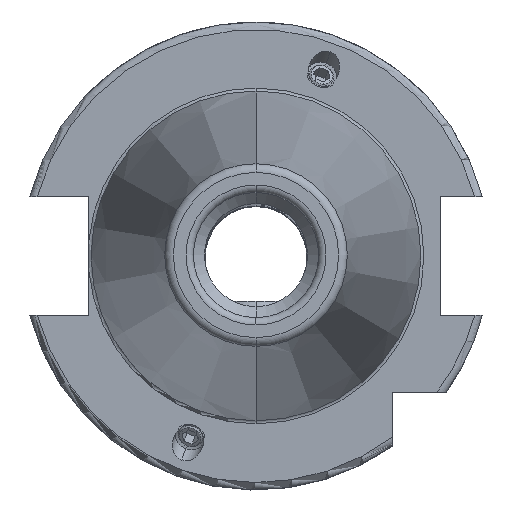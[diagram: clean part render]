
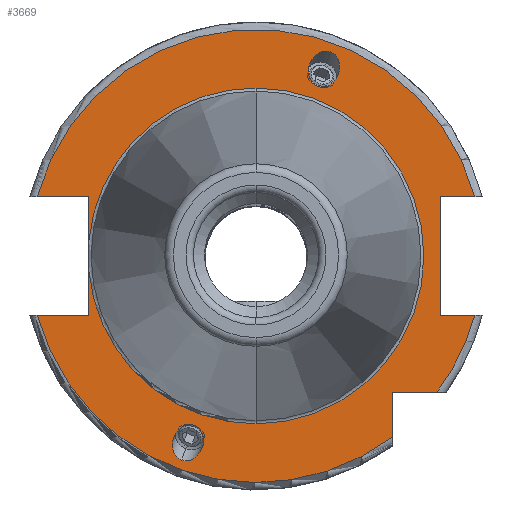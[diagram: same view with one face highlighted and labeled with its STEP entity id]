
A CAD part, top view. The second image highlights one B-rep face of the part: STEP entity #3669.
In plain terms, the highlighted planar face has unit normal (0, 0, 1).
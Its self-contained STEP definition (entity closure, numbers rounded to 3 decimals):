
#316=DIRECTION('',(1,0,0));
#317=VECTOR('',#316,7.004);
#318=CARTESIAN_POINT('',(-29.704,-8.05,15.9));
#319=LINE('',#318,#317);
#320=DIRECTION('',(0,1,0));
#321=VECTOR('',#320,5.917);
#322=CARTESIAN_POINT('',(-22.7,-8.05,15.9));
#323=LINE('',#322,#321);
#324=DIRECTION('',(0,1,0));
#325=VECTOR('',#324,5.917);
#326=CARTESIAN_POINT('',(-22.7,2.133,15.9));
#327=LINE('',#326,#325);
#328=DIRECTION('',(1,0,0));
#329=VECTOR('',#328,7.004);
#330=CARTESIAN_POINT('',(-29.704,8.05,15.9));
#331=LINE('',#330,#329);
#332=DIRECTION('',(-1,0,0));
#333=VECTOR('',#332,4.704);
#334=CARTESIAN_POINT('',(29.704,8.05,15.9));
#335=LINE('',#334,#333);
#336=DIRECTION('',(0,-1,0));
#337=VECTOR('',#336,16.1);
#338=CARTESIAN_POINT('',(25,8.05,15.9));
#339=LINE('',#338,#337);
#340=DIRECTION('',(-1,0,0));
#341=VECTOR('',#340,4.704);
#342=CARTESIAN_POINT('',(29.704,-8.05,15.9));
#343=LINE('',#342,#341);
#344=CARTESIAN_POINT('',(0,0,15.9));
#345=DIRECTION('',(0,0,1));
#346=DIRECTION('',(0.799,-0.601,0));
#347=AXIS2_PLACEMENT_3D('',#344,#345,#346);
#349=DIRECTION('',(-1,0,0));
#350=VECTOR('',#349,6.094);
#351=CARTESIAN_POINT('',(24.594,-18.5,15.9));
#352=LINE('',#351,#350);
#353=DIRECTION('',(0,1,0));
#354=VECTOR('',#353,6.094);
#355=CARTESIAN_POINT('',(18.5,-24.594,15.9));
#356=LINE('',#355,#354);
#357=CARTESIAN_POINT('',(10.09,27.723,15.9));
#358=CARTESIAN_POINT('',(9.863,27.806,15.9));
#359=CARTESIAN_POINT('',(9.337,27.884,15.9));
#360=CARTESIAN_POINT('',(8.455,27.594,15.9));
#361=CARTESIAN_POINT('',(7.834,27.033,15.9));
#362=CARTESIAN_POINT('',(7.483,26.49,15.9));
#363=CARTESIAN_POINT('',(7.298,26.077,15.9));
#364=CARTESIAN_POINT('',(7.174,25.641,15.9));
#365=CARTESIAN_POINT('',(7.094,25.,15.9));
#366=CARTESIAN_POINT('',(7.208,24.17,15.9));
#367=CARTESIAN_POINT('',(7.698,23.381,15.9));
#368=CARTESIAN_POINT('',(8.152,23.103,15.9));
#369=CARTESIAN_POINT('',(8.379,23.02,15.9));
#371=CARTESIAN_POINT('',(8.379,23.02,15.9));
#372=CARTESIAN_POINT('',(8.606,22.937,15.9));
#373=CARTESIAN_POINT('',(9.133,22.859,15.9));
#374=CARTESIAN_POINT('',(10.014,23.149,15.9));
#375=CARTESIAN_POINT('',(10.635,23.711,15.9));
#376=CARTESIAN_POINT('',(10.986,24.253,15.9));
#377=CARTESIAN_POINT('',(11.171,24.667,15.9));
#378=CARTESIAN_POINT('',(11.295,25.103,15.9));
#379=CARTESIAN_POINT('',(11.375,25.744,15.9));
#380=CARTESIAN_POINT('',(11.261,26.573,15.9));
#381=CARTESIAN_POINT('',(10.771,27.362,15.9));
#382=CARTESIAN_POINT('',(10.318,27.641,15.9));
#383=CARTESIAN_POINT('',(10.09,27.723,15.9));
#385=CARTESIAN_POINT('',(-10.09,-27.723,15.9));
#386=CARTESIAN_POINT('',(-10.318,-27.641,15.9));
#387=CARTESIAN_POINT('',(-10.771,-27.362,15.9));
#388=CARTESIAN_POINT('',(-11.261,-26.573,15.9));
#389=CARTESIAN_POINT('',(-11.375,-25.744,15.9));
#390=CARTESIAN_POINT('',(-11.295,-25.103,15.9));
#391=CARTESIAN_POINT('',(-11.171,-24.667,15.9));
#392=CARTESIAN_POINT('',(-10.986,-24.253,15.9));
#393=CARTESIAN_POINT('',(-10.635,-23.711,15.9));
#394=CARTESIAN_POINT('',(-10.014,-23.149,15.9));
#395=CARTESIAN_POINT('',(-9.133,-22.859,15.9));
#396=CARTESIAN_POINT('',(-8.606,-22.937,15.9));
#397=CARTESIAN_POINT('',(-8.379,-23.02,15.9));
#399=CARTESIAN_POINT('',(-8.379,-23.02,15.9));
#400=CARTESIAN_POINT('',(-8.152,-23.103,15.9));
#401=CARTESIAN_POINT('',(-7.698,-23.381,15.9));
#402=CARTESIAN_POINT('',(-7.208,-24.17,15.9));
#403=CARTESIAN_POINT('',(-7.094,-25.,15.9));
#404=CARTESIAN_POINT('',(-7.174,-25.641,15.9));
#405=CARTESIAN_POINT('',(-7.298,-26.077,15.9));
#406=CARTESIAN_POINT('',(-7.483,-26.49,15.9));
#407=CARTESIAN_POINT('',(-7.834,-27.033,15.9));
#408=CARTESIAN_POINT('',(-8.455,-27.594,15.9));
#409=CARTESIAN_POINT('',(-9.337,-27.884,15.9));
#410=CARTESIAN_POINT('',(-9.863,-27.806,15.9));
#411=CARTESIAN_POINT('',(-10.09,-27.723,15.9));
#423=CARTESIAN_POINT('',(0,0,15.9));
#424=DIRECTION('',(0,0,1));
#425=DIRECTION('',(0,1,0));
#426=AXIS2_PLACEMENT_3D('',#423,#424,#425);
#438=CARTESIAN_POINT('',(0,0,15.9));
#439=DIRECTION('',(0,0,1));
#440=DIRECTION('',(-0.996,-0.094,0));
#441=AXIS2_PLACEMENT_3D('',#438,#439,#440);
#443=CARTESIAN_POINT('',(0,0,15.9));
#444=DIRECTION('',(0,0,-1));
#445=DIRECTION('',(0,1,0));
#446=AXIS2_PLACEMENT_3D('',#443,#444,#445);
#1965=CARTESIAN_POINT('',(0,0,15.9));
#1966=DIRECTION('',(0,0,1));
#1967=DIRECTION('',(0.965,0.262,0));
#1968=AXIS2_PLACEMENT_3D('',#1965,#1966,#1967);
#2016=CARTESIAN_POINT('',(0,0,15.9));
#2017=DIRECTION('',(0,0,1));
#2018=DIRECTION('',(-0.965,-0.262,0));
#2019=AXIS2_PLACEMENT_3D('',#2016,#2017,#2018);
#2692=CARTESIAN_POINT('',(0,22.8,15.9));
#2694=VERTEX_POINT('',#2692);
#2714=CARTESIAN_POINT('',(0,-22.8,15.9));
#2716=VERTEX_POINT('',#2714);
#2862=CARTESIAN_POINT('',(-29.704,-8.05,15.9));
#2863=CARTESIAN_POINT('',(-22.7,-8.05,15.9));
#2864=VERTEX_POINT('',#2862);
#2865=VERTEX_POINT('',#2863);
#2866=CARTESIAN_POINT('',(-22.7,-2.133,15.9));
#2867=VERTEX_POINT('',#2866);
#2868=CARTESIAN_POINT('',(-22.7,2.133,15.9));
#2869=CARTESIAN_POINT('',(-22.7,8.05,15.9));
#2870=VERTEX_POINT('',#2868);
#2871=VERTEX_POINT('',#2869);
#2872=CARTESIAN_POINT('',(-29.704,8.05,15.9));
#2873=VERTEX_POINT('',#2872);
#2874=CARTESIAN_POINT('',(25,8.05,15.9));
#2875=CARTESIAN_POINT('',(25,-8.05,15.9));
#2876=VERTEX_POINT('',#2874);
#2877=VERTEX_POINT('',#2875);
#2878=CARTESIAN_POINT('',(29.704,-8.05,15.9));
#2879=VERTEX_POINT('',#2878);
#2880=CARTESIAN_POINT('',(29.704,8.05,15.9));
#2881=VERTEX_POINT('',#2880);
#2882=CARTESIAN_POINT('',(18.5,-24.594,15.9));
#2883=CARTESIAN_POINT('',(18.5,-18.5,15.9));
#2884=VERTEX_POINT('',#2882);
#2885=VERTEX_POINT('',#2883);
#2886=CARTESIAN_POINT('',(24.594,-18.5,15.9));
#2887=VERTEX_POINT('',#2886);
#2932=VERTEX_POINT('',#357);
#2933=VERTEX_POINT('',#369);
#2977=CARTESIAN_POINT('',(-10.09,-27.723,15.9));
#2979=VERTEX_POINT('',#2977);
#2980=CARTESIAN_POINT('',(-8.379,-23.02,15.9));
#2981=VERTEX_POINT('',#2980);
#3627=CARTESIAN_POINT('',(0,0,15.9));
#3628=DIRECTION('',(0,0,-1));
#3629=DIRECTION('',(0,-1,0));
#3630=AXIS2_PLACEMENT_3D('',#3627,#3628,#3629);
#3631=PLANE('',#3630);
#3632=ORIENTED_EDGE('',*,*,#3604,.T.);
#3633=ORIENTED_EDGE('',*,*,#3288,.T.);
#3635=ORIENTED_EDGE('',*,*,#3634,.T.);
#3637=ORIENTED_EDGE('',*,*,#3636,.F.);
#3639=ORIENTED_EDGE('',*,*,#3638,.T.);
#3640=ORIENTED_EDGE('',*,*,#3284,.T.);
#3641=ORIENTED_EDGE('',*,*,#3323,.F.);
#3643=ORIENTED_EDGE('',*,*,#3642,.F.);
#3645=ORIENTED_EDGE('',*,*,#3644,.T.);
#3647=ORIENTED_EDGE('',*,*,#3646,.T.);
#3648=ORIENTED_EDGE('',*,*,#3400,.F.);
#3650=ORIENTED_EDGE('',*,*,#3649,.F.);
#3651=ORIENTED_EDGE('',*,*,#3458,.T.);
#3652=ORIENTED_EDGE('',*,*,#3509,.F.);
#3654=ORIENTED_EDGE('',*,*,#3653,.F.);
#3655=EDGE_LOOP('',(#3632,#3633,#3635,#3637,#3639,#3640,#3641,#3643,#3645,#3647,
#3648,#3650,#3651,#3652,#3654));
#3656=FACE_OUTER_BOUND('',#3655,.F.);
#3658=ORIENTED_EDGE('',*,*,#3657,.T.);
#3660=ORIENTED_EDGE('',*,*,#3659,.T.);
#3661=EDGE_LOOP('',(#3658,#3660));
#3662=FACE_BOUND('',#3661,.F.);
#3664=ORIENTED_EDGE('',*,*,#3663,.F.);
#3666=ORIENTED_EDGE('',*,*,#3665,.F.);
#3667=EDGE_LOOP('',(#3664,#3666));
#3668=FACE_BOUND('',#3667,.F.);
#3669=ADVANCED_FACE('',(#3656,#3662,#3668),#3631,.F.);
#348=CIRCLE('',#347,30.775);
#370=B_SPLINE_CURVE_WITH_KNOTS('',3,(#357,#358,#359,#360,#361,#362,#363,#364,
#365,#366,#367,#368,#369),.UNSPECIFIED.,.F.,.F.,(4,1,1,1,1,1,1,1,1,1,4),(0,
0.125,0.25,0.375,0.438,0.5,0.563,0.625,0.75,0.875,1),
.UNSPECIFIED.);
#384=B_SPLINE_CURVE_WITH_KNOTS('',3,(#371,#372,#373,#374,#375,#376,#377,#378,
#379,#380,#381,#382,#383),.UNSPECIFIED.,.F.,.F.,(4,1,1,1,1,1,1,1,1,1,4),(0,
0.125,0.25,0.375,0.438,0.5,0.563,0.625,0.75,0.875,1),
.UNSPECIFIED.);
#398=B_SPLINE_CURVE_WITH_KNOTS('',3,(#385,#386,#387,#388,#389,#390,#391,#392,
#393,#394,#395,#396,#397),.UNSPECIFIED.,.F.,.F.,(4,1,1,1,1,1,1,1,1,1,4),(0,
0.125,0.25,0.375,0.438,0.5,0.563,0.625,0.75,0.875,1),
.UNSPECIFIED.);
#412=B_SPLINE_CURVE_WITH_KNOTS('',3,(#399,#400,#401,#402,#403,#404,#405,#406,
#407,#408,#409,#410,#411),.UNSPECIFIED.,.F.,.F.,(4,1,1,1,1,1,1,1,1,1,4),(0,
0.125,0.25,0.375,0.438,0.5,0.563,0.625,0.75,0.875,1),
.UNSPECIFIED.);
#427=CIRCLE('',#426,22.8);
#442=CIRCLE('',#441,22.8);
#447=CIRCLE('',#446,22.8);
#1969=CIRCLE('',#1968,30.775);
#2020=CIRCLE('',#2019,30.775);
#3284=EDGE_CURVE('',#2870,#2871,#327,.T.);
#3288=EDGE_CURVE('',#2865,#2867,#323,.T.);
#3323=EDGE_CURVE('',#2873,#2871,#331,.T.);
#3400=EDGE_CURVE('',#2879,#2877,#343,.T.);
#3458=EDGE_CURVE('',#2887,#2885,#352,.T.);
#3509=EDGE_CURVE('',#2884,#2885,#356,.T.);
#3604=EDGE_CURVE('',#2864,#2865,#319,.T.);
#3634=EDGE_CURVE('',#2867,#2716,#442,.T.);
#3636=EDGE_CURVE('',#2694,#2716,#447,.T.);
#3638=EDGE_CURVE('',#2694,#2870,#427,.T.);
#3642=EDGE_CURVE('',#2881,#2873,#1969,.T.);
#3644=EDGE_CURVE('',#2881,#2876,#335,.T.);
#3646=EDGE_CURVE('',#2876,#2877,#339,.T.);
#3649=EDGE_CURVE('',#2887,#2879,#348,.T.);
#3653=EDGE_CURVE('',#2864,#2884,#2020,.T.);
#3657=EDGE_CURVE('',#2932,#2933,#370,.T.);
#3659=EDGE_CURVE('',#2933,#2932,#384,.T.);
#3663=EDGE_CURVE('',#2979,#2981,#398,.T.);
#3665=EDGE_CURVE('',#2981,#2979,#412,.T.);
